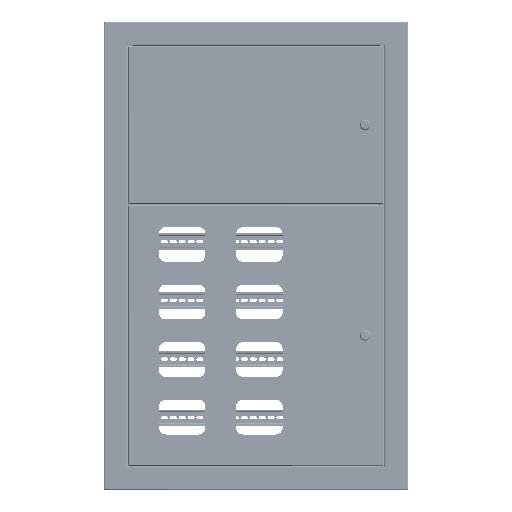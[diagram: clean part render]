
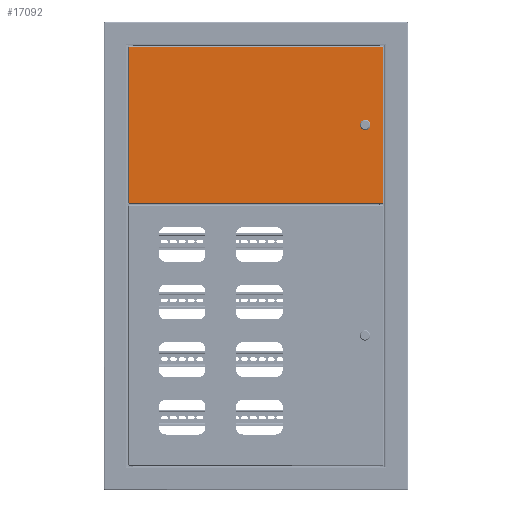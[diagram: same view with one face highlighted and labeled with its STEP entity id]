
A CAD part, top view. The second image highlights one B-rep face of the part: STEP entity #17092.
In plain terms, the highlighted planar face has unit normal (0, 0, 1).
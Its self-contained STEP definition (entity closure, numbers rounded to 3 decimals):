
#379 = VECTOR ( 'NONE', #37434, 1000. ) ;
#958 = CARTESIAN_POINT ( 'NONE',  ( 171.849, 48.5, 0. ) ) ;
#1007 = FACE_OUTER_BOUND ( 'NONE', #47177, .T. ) ;
#1310 = LINE ( 'NONE', #44651, #59321 ) ;
#1716 = CIRCLE ( 'NONE', #44000, 9.25 ) ;
#1987 = ORIENTED_EDGE ( 'NONE', *, *, #76377, .T. ) ;
#8295 = VERTEX_POINT ( 'NONE', #64751 ) ;
#8475 = ORIENTED_EDGE ( 'NONE', *, *, #11328, .F. ) ;
#9037 = CIRCLE ( 'NONE', #26959, 9.25 ) ;
#9205 = CARTESIAN_POINT ( 'NONE',  ( 334.7, 544., 0. ) ) ;
#9647 = DIRECTION ( 'NONE',  ( 0., -1., 0. ) ) ;
#11328 = EDGE_CURVE ( 'NONE', #8295, #53457, #55542, .T. ) ;
#11645 = CARTESIAN_POINT ( 'NONE',  ( 1.7, 544., 0. ) ) ;
#11947 = DIRECTION ( 'NONE',  ( 1., 0., 0. ) ) ;
#14818 = VERTEX_POINT ( 'NONE', #50136 ) ;
#15637 = VECTOR ( 'NONE', #9647, 1000. ) ;
#15820 = ORIENTED_EDGE ( 'NONE', *, *, #42397, .F. ) ;
#17092 = ADVANCED_FACE ( 'NONE', ( #23872, #1007 ), #43931, .F. ) ;
#18254 = DIRECTION ( 'NONE',  ( 1., 0., 0. ) ) ;
#19030 = VERTEX_POINT ( 'NONE', #28201 ) ;
#19782 = CARTESIAN_POINT ( 'NONE',  ( 168.2, 40., 0. ) ) ;
#20046 = VERTEX_POINT ( 'NONE', #76203 ) ;
#20136 = DIRECTION ( 'NONE',  ( -1., 0., 0. ) ) ;
#20313 = ORIENTED_EDGE ( 'NONE', *, *, #22178, .T. ) ;
#20639 = EDGE_CURVE ( 'NONE', #22836, #47717, #26156, .T. ) ;
#22178 = EDGE_CURVE ( 'NONE', #60975, #22836, #31010, .T. ) ;
#22836 = VERTEX_POINT ( 'NONE', #9205 ) ;
#22870 = LINE ( 'NONE', #40155, #15637 ) ;
#23056 = VERTEX_POINT ( 'NONE', #52540 ) ;
#23872 = FACE_BOUND ( 'NONE', #64370, .T. ) ;
#24601 = DIRECTION ( 'NONE',  ( -1., 0., 0. ) ) ;
#26156 = LINE ( 'NONE', #50670, #66141 ) ;
#26286 = DIRECTION ( 'NONE',  ( 0., 0., 1. ) ) ;
#26959 = AXIS2_PLACEMENT_3D ( 'NONE', #76043, #26286, #45175 ) ;
#28201 = CARTESIAN_POINT ( 'NONE',  ( 164.551, 31.5, 0. ) ) ;
#31010 = LINE ( 'NONE', #67174, #379 ) ;
#31828 = DIRECTION ( 'NONE',  ( 1., 0., 0. ) ) ;
#32949 = ORIENTED_EDGE ( 'NONE', *, *, #65968, .F. ) ;
#35186 = CARTESIAN_POINT ( 'NONE',  ( 164.551, 48.5, 0. ) ) ;
#36032 = VECTOR ( 'NONE', #11947, 1000. ) ;
#37434 = DIRECTION ( 'NONE',  ( 0., 1., 0. ) ) ;
#37902 = DIRECTION ( 'NONE',  ( -1., 0., 0. ) ) ;
#40155 = CARTESIAN_POINT ( 'NONE',  ( 1.7, 544.293, 0. ) ) ;
#41966 = CARTESIAN_POINT ( 'NONE',  ( 168.2, 40., 0. ) ) ;
#42068 = CARTESIAN_POINT ( 'NONE',  ( 171.849, 31.5, 0. ) ) ;
#42397 = EDGE_CURVE ( 'NONE', #19030, #20046, #60156, .T. ) ;
#42852 = AXIS2_PLACEMENT_3D ( 'NONE', #68429, #70942, #37902 ) ;
#43860 = EDGE_CURVE ( 'NONE', #47717, #14818, #22870, .T. ) ;
#43931 = PLANE ( 'NONE',  #42852 ) ;
#44000 = AXIS2_PLACEMENT_3D ( 'NONE', #41966, #73248, #18254 ) ;
#44651 = CARTESIAN_POINT ( 'NONE',  ( 1.7, 1.7, 0. ) ) ;
#45175 = DIRECTION ( 'NONE',  ( 1., 0., 0. ) ) ;
#47037 = ORIENTED_EDGE ( 'NONE', *, *, #20639, .T. ) ;
#47177 = EDGE_LOOP ( 'NONE', ( #1987, #20313, #47037, #78215 ) ) ;
#47717 = VERTEX_POINT ( 'NONE', #11645 ) ;
#50136 = CARTESIAN_POINT ( 'NONE',  ( 1.7, 1.7, 0. ) ) ;
#50670 = CARTESIAN_POINT ( 'NONE',  ( 334.993, 544., 0. ) ) ;
#51728 = ORIENTED_EDGE ( 'NONE', *, *, #52571, .F. ) ;
#52540 = CARTESIAN_POINT ( 'NONE',  ( 177.45, 40., 0. ) ) ;
#52571 = EDGE_CURVE ( 'NONE', #23056, #8295, #9037, .T. ) ;
#53259 = AXIS2_PLACEMENT_3D ( 'NONE', #19782, #61560, #31828 ) ;
#53295 = CARTESIAN_POINT ( 'NONE',  ( 334.7, 1.7, 0. ) ) ;
#53457 = VERTEX_POINT ( 'NONE', #35186 ) ;
#55542 = LINE ( 'NONE', #958, #59093 ) ;
#58457 = EDGE_CURVE ( 'NONE', #53457, #19030, #1716, .T. ) ;
#59093 = VECTOR ( 'NONE', #24601, 1000. ) ;
#59321 = VECTOR ( 'NONE', #61930, 1000. ) ;
#60156 = LINE ( 'NONE', #42068, #36032 ) ;
#60975 = VERTEX_POINT ( 'NONE', #53295 ) ;
#61560 = DIRECTION ( 'NONE',  ( 0., 0., 1. ) ) ;
#61930 = DIRECTION ( 'NONE',  ( 1., 0., 0. ) ) ;
#64370 = EDGE_LOOP ( 'NONE', ( #8475, #51728, #32949, #15820, #77420 ) ) ;
#64751 = CARTESIAN_POINT ( 'NONE',  ( 171.849, 48.5, 0. ) ) ;
#65968 = EDGE_CURVE ( 'NONE', #20046, #23056, #69930, .T. ) ;
#66141 = VECTOR ( 'NONE', #20136, 1000. ) ;
#67174 = CARTESIAN_POINT ( 'NONE',  ( 334.7, 0., 0. ) ) ;
#68429 = CARTESIAN_POINT ( 'NONE',  ( 0., 545.7, 0. ) ) ;
#69930 = CIRCLE ( 'NONE', #53259, 9.25 ) ;
#70942 = DIRECTION ( 'NONE',  ( 0., 0., -1. ) ) ;
#73248 = DIRECTION ( 'NONE',  ( 0., 0., 1. ) ) ;
#76043 = CARTESIAN_POINT ( 'NONE',  ( 168.2, 40., 0. ) ) ;
#76203 = CARTESIAN_POINT ( 'NONE',  ( 171.849, 31.5, 0. ) ) ;
#76377 = EDGE_CURVE ( 'NONE', #14818, #60975, #1310, .T. ) ;
#77420 = ORIENTED_EDGE ( 'NONE', *, *, #58457, .F. ) ;
#78215 = ORIENTED_EDGE ( 'NONE', *, *, #43860, .T. ) ;
